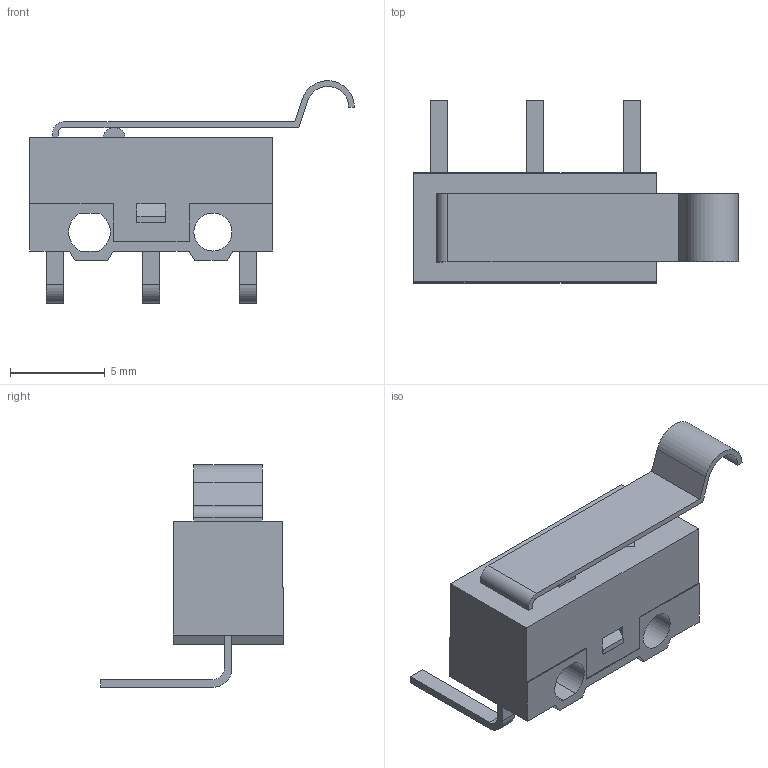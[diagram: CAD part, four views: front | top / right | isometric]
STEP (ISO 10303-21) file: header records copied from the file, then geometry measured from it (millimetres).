
FILE_DESCRIPTION((' '),'2;1');
FILE_NAME('SS075xx02FxxxV2A.stp','2017-07-24T13:26:12',(' '),(' '),' ','ACIS',' ');
FILE_SCHEMA(('CONFIG_CONTROL_DESIGN'));
Length unit declared in the file: inch
Products named in the file (1): SS075xx02FxxxV2A.stp
Bounding box: 17.1 x 9.6 x 11.72 mm (x, y, z)
Volume: 168.1 mm3; surface area: 888 mm2
Topology: 1 solids, 2 shells, 159 faces, 413 edges, 272 vertices
Faces by surface type: plane 130, cylinder 29
Full cylindrical faces by diameter (mm): 2 x1
Entity records: 4932 total; most frequent: CARTESIAN_POINT 844, ORIENTED_EDGE 822, DIRECTION 794, EDGE_CURVE 412, VECTOR 350, LINE 350, VERTEX_POINT 272, AXIS2_PLACEMENT_3D 222
